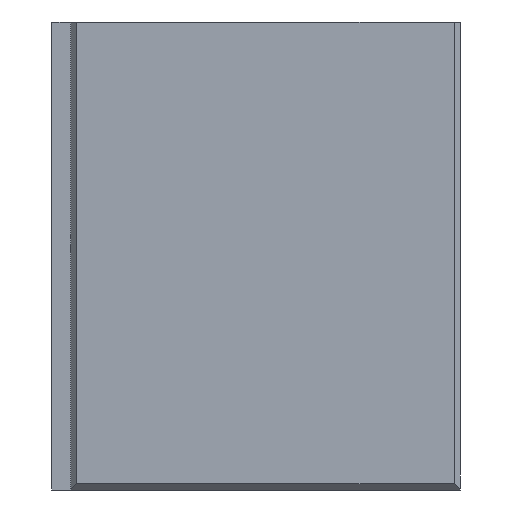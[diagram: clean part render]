
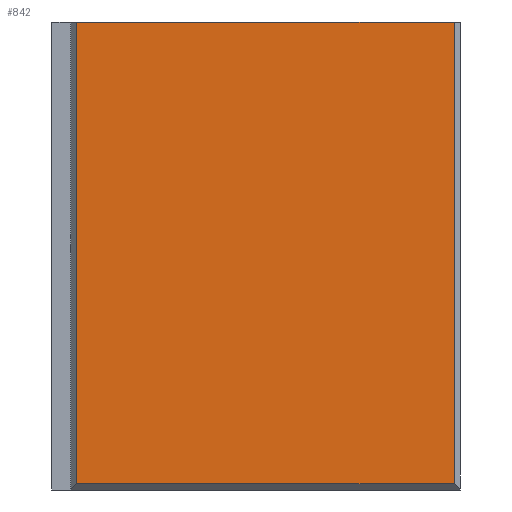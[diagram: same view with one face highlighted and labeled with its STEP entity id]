
A CAD part, front view. The second image highlights one B-rep face of the part: STEP entity #842.
In plain terms, the highlighted planar face has unit normal (0, -1, 0).
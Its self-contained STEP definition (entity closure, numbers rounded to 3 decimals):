
#60=FACE_OUTER_BOUND('',#110,.T.);
#110=EDGE_LOOP('',(#544,#545,#546,#547));
#166=LINE('',#1224,#255);
#171=LINE('',#1233,#260);
#177=LINE('',#1246,#266);
#180=LINE('',#1251,#269);
#255=VECTOR('',#988,10.);
#260=VECTOR('',#995,10.);
#266=VECTOR('',#1005,10.);
#269=VECTOR('',#1010,10.);
#344=VERTEX_POINT('',#1221);
#345=VERTEX_POINT('',#1223);
#348=VERTEX_POINT('',#1231);
#353=VERTEX_POINT('',#1245);
#416=EDGE_CURVE('',#344,#345,#166,.T.);
#421=EDGE_CURVE('',#348,#344,#171,.T.);
#427=EDGE_CURVE('',#345,#353,#177,.T.);
#430=EDGE_CURVE('',#353,#348,#180,.T.);
#544=ORIENTED_EDGE('',*,*,#416,.F.);
#545=ORIENTED_EDGE('',*,*,#421,.F.);
#546=ORIENTED_EDGE('',*,*,#430,.F.);
#547=ORIENTED_EDGE('',*,*,#427,.F.);
#752=PLANE('',#915);
#842=ADVANCED_FACE('',(#60),#752,.F.);
#915=AXIS2_PLACEMENT_3D('',#1250,#1008,#1009);
#988=DIRECTION('',(-1.,0.,0.));
#995=DIRECTION('',(0.,0.,-1.));
#1005=DIRECTION('',(0.,0.,1.));
#1008=DIRECTION('center_axis',(0.,1.,0.));
#1009=DIRECTION('ref_axis',(1.,0.,0.));
#1010=DIRECTION('',(1.,0.,0.));
#1221=CARTESIAN_POINT('',(644.428,50.,1187.));
#1223=CARTESIAN_POINT('',(45.572,50.,1187.));
#1224=CARTESIAN_POINT('',(330.,50.,1187.));
#1231=CARTESIAN_POINT('',(644.428,50.,1920.));
#1233=CARTESIAN_POINT('',(644.428,50.,1920.247));
#1245=CARTESIAN_POINT('',(45.572,50.,1920.));
#1246=CARTESIAN_POINT('',(45.572,50.,1920.));
#1250=CARTESIAN_POINT('Origin',(5.572,50.,1920.));
#1251=CARTESIAN_POINT('',(167.786,50.,1920.));
